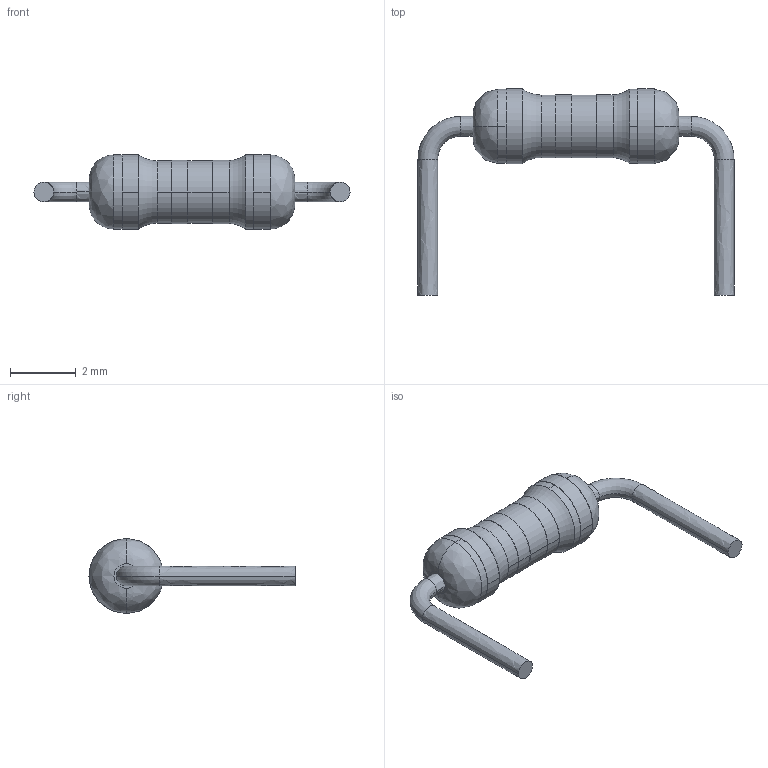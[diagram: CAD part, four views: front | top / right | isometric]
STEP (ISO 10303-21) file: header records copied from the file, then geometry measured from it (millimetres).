
FILE_DESCRIPTION((''),'2;1');
FILE_NAME('RCIL-H_P9_L6-25_D2-25_H2-25','2019-02-12T',('Dragos'),(''),'PRO/ENGINEER BY PARAMETRIC TECHNOLOGY CORPORATION, 2004440','PRO/ENGINEER BY PARAMETRIC TECHNOLOGY CORPORATION, 2004440','');
FILE_SCHEMA(('AUTOMOTIVE_DESIGN { 1 0 10303 214 1 1 1 1 }'));
Length unit declared in the file: millimetre
Products named in the file (1): RCIL-H_P9_L6-25_D2-25_H2-25
Bounding box: 9.6 x 6.26 x 2.27 mm (x, y, z)
Volume: 23.6 mm3; surface area: 67.9 mm2
Topology: 1 solids, 1 shells, 48 faces, 112 edges, 84 vertices
Faces by surface type: bspline 16, cylinder 16, plane 12, torus 4
Entity records: 2879 total; most frequent: CARTESIAN_POINT 1124, DIRECTION 214, ORIENTED_EDGE 192, PRESENTATION_STYLE_ASSIGNMENT 140, STYLED_ITEM 118, CURVE_STYLE 117, EDGE_CURVE 96, AXIS2_PLACEMENT_3D 89
